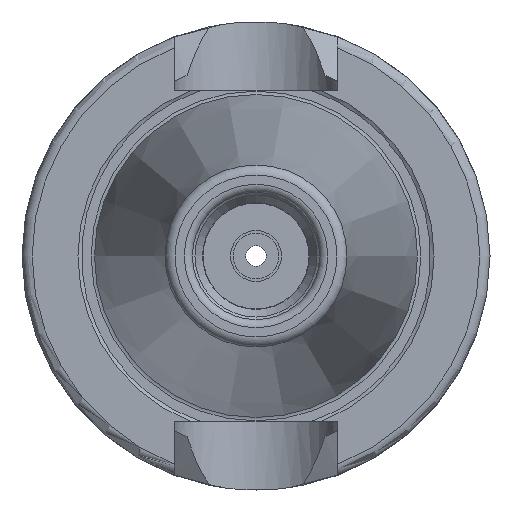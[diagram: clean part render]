
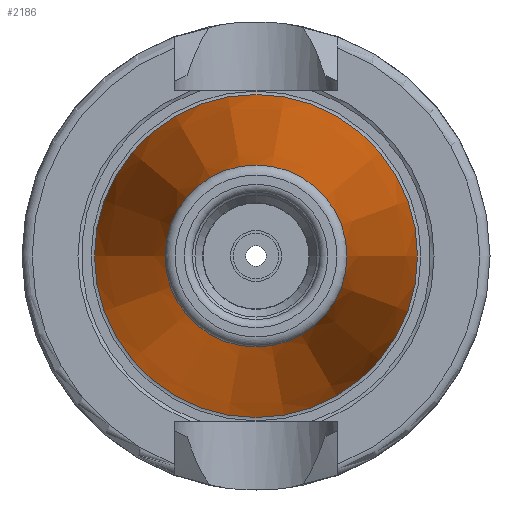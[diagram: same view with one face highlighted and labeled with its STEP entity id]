
A CAD part, left-side view. The second image highlights one B-rep face of the part: STEP entity #2186.
In plain terms, the highlighted conical face has half-angle 8.297 degrees and reference radius 12.408 mm.
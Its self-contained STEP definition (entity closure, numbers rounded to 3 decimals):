
#2152=CARTESIAN_POINT('',(-47.544,8.941,0.0));
#2153=VERTEX_POINT('',#2152);
#2154=CARTESIAN_POINT('',(-47.544,0.0,0.0));
#2155=DIRECTION('',(1.0,0.0,0.0));
#2156=DIRECTION('',(0.0,1.0,0.0));
#2157=AXIS2_PLACEMENT_3D('',#2154,#2155,#2156);
#2158=CIRCLE('',#2157,8.941);
#2159=EDGE_CURVE('',#2153,#2153,#2158,.T.);
#2167=CARTESIAN_POINT('',(-23.772,0.0,0.0));
#2168=DIRECTION('',(1.0,0.0,0.0));
#2169=DIRECTION('',(0.0,1.0,0.0));
#2170=AXIS2_PLACEMENT_3D('',#2167,#2168,#2169);
#2171=CONICAL_SURFACE('',#2170,12.408,8.297);
#2172=CARTESIAN_POINT('',(0.0,15.875,0.0));
#2173=VERTEX_POINT('',#2172);
#2174=CARTESIAN_POINT('',(0.0,0.0,0.0));
#2175=DIRECTION('',(1.0,0.0,0.0));
#2176=DIRECTION('',(0.0,1.0,0.0));
#2177=AXIS2_PLACEMENT_3D('',#2174,#2175,#2176);
#2178=CIRCLE('',#2177,15.875);
#2179=EDGE_CURVE('',#2173,#2173,#2178,.T.);
#2180=ORIENTED_EDGE('',*,*,#2179,.F.);
#2181=EDGE_LOOP('',(#2180));
#2182=FACE_OUTER_BOUND('',#2181,.T.);
#2183=ORIENTED_EDGE('',*,*,#2159,.T.);
#2184=EDGE_LOOP('',(#2183));
#2185=FACE_BOUND('',#2184,.T.);
#2186=ADVANCED_FACE('',(#2182,#2185),#2171,.T.);
